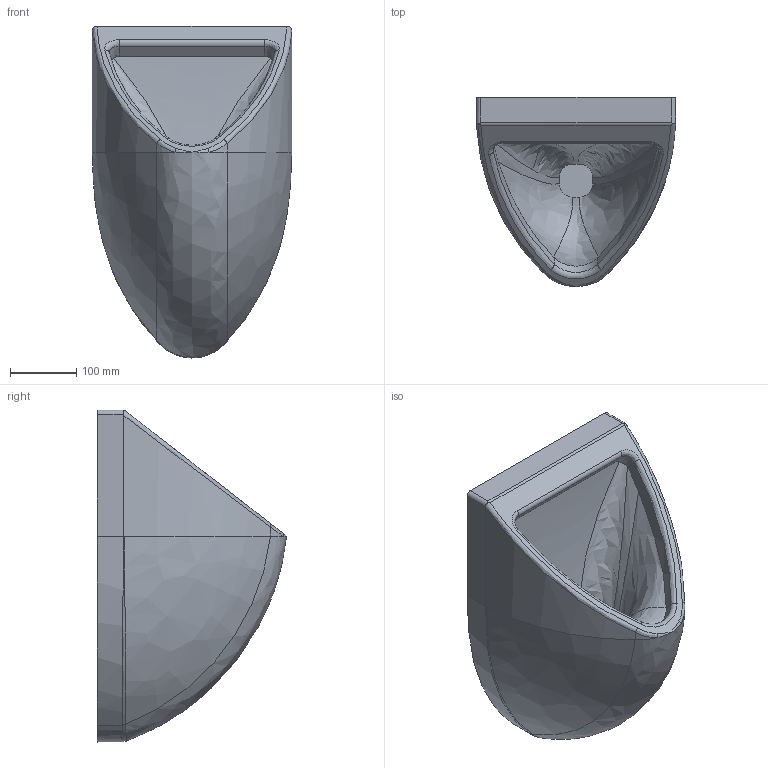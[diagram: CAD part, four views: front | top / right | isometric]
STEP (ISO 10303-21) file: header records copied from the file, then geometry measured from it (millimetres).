
FILE_DESCRIPTION((''),'2;1');
FILE_NAME('82336.stp','2012-07-25T11:03:09',('Administrator'),(''),'Autodesk Inventor 2011','Autodesk Inventor 2011','');
FILE_SCHEMA(('CONFIG_CONTROL_DESIGN'));
Length unit declared in the file: millimetre
Products named in the file (2): 82336; 082336
Assembly tree (1 placements, depth 2):
  82336
    082336
Bounding box: 300.28 x 285 x 500 mm (x, y, z)
Volume: 14457146 mm3; surface area: 574556.4 mm2
Topology: 1 solids, 3 shells, 104 faces, 254 edges, 161 vertices
Faces by surface type: bspline 40, cylinder 29, plane 23, torus 12
Full cylindrical faces by diameter (mm): 15 x2, 29.172 x1, 35 x1, 41.276 x1, 50 x1
Entity records: 6680 total; most frequent: CARTESIAN_POINT 4454, ORIENTED_EDGE 486, DIRECTION 381, EDGE_CURVE 243, AXIS2_PLACEMENT_3D 162, VERTEX_POINT 160, EDGE_LOOP 119, FACE_OUTER_BOUND 104
